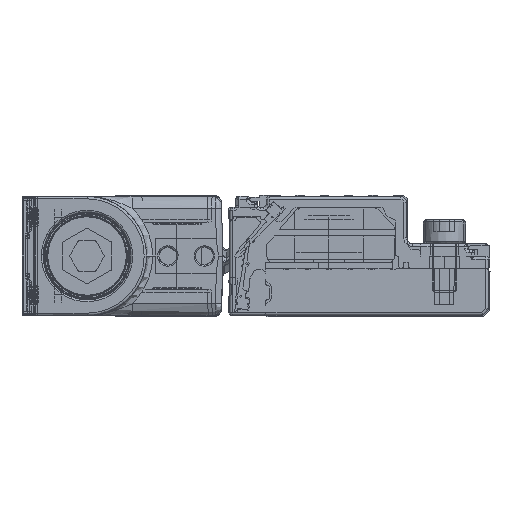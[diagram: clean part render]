
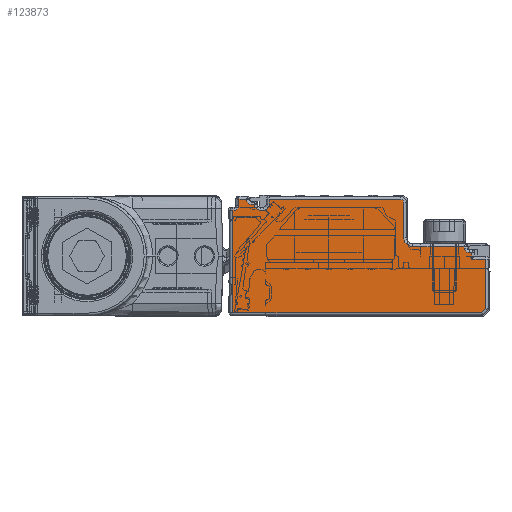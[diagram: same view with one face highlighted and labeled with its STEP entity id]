
A CAD part, left-side view. The second image highlights one B-rep face of the part: STEP entity #123873.
In plain terms, the highlighted planar face has unit normal (-1, 0, 0).
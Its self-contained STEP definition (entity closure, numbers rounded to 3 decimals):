
#123591=AXIS2_PLACEMENT_3D('Circle Axis2P3D',#123589,#123590,$) ;
#123730=AXIS2_PLACEMENT_3D('Plane Axis2P3D',#123727,#123728,#123729) ;
#123753=AXIS2_PLACEMENT_3D('Circle Axis2P3D',#123751,#123752,$) ;
#123767=AXIS2_PLACEMENT_3D('Circle Axis2P3D',#123765,#123766,$) ;
#123788=AXIS2_PLACEMENT_3D('Circle Axis2P3D',#123786,#123787,$) ;
#123802=AXIS2_PLACEMENT_3D('Circle Axis2P3D',#123800,#123801,$) ;
#123816=AXIS2_PLACEMENT_3D('Circle Axis2P3D',#123814,#123815,$) ;
#123837=AXIS2_PLACEMENT_3D('Circle Axis2P3D',#123835,#123836,$) ;
#120330=CARTESIAN_POINT('Vertex',(-1978.,42.3,-7.3)) ;
#120333=CARTESIAN_POINT('Line Origine',(-1978.,42.3,2.)) ;
#120337=CARTESIAN_POINT('Vertex',(-1978.,42.3,9.5)) ;
#120661=CARTESIAN_POINT('Vertex',(-1978.,1.407,-7.3)) ;
#120664=CARTESIAN_POINT('Line Origine',(-1978.,23.168,-7.3)) ;
#120701=CARTESIAN_POINT('Vertex',(-1978.,0.7,-6.593)) ;
#120704=CARTESIAN_POINT('Line Origine',(-1978.,-1.246,-4.646)) ;
#120741=CARTESIAN_POINT('Vertex',(-1978.,0.7,1.5)) ;
#120744=CARTESIAN_POINT('Line Origine',(-1978.,0.7,2.)) ;
#123506=CARTESIAN_POINT('Vertex',(-1978.,3.,2.5)) ;
#123562=CARTESIAN_POINT('Vertex',(-1978.,3.4,2.5)) ;
#123565=CARTESIAN_POINT('Line Origine',(-1978.,21.5,2.5)) ;
#123586=CARTESIAN_POINT('Vertex',(-1978.,4.2,3.3)) ;
#123589=CARTESIAN_POINT('Axis2P3D Location',(-1978.,3.4,3.3)) ;
#123712=CARTESIAN_POINT('Vertex',(-1978.,3.,1.5)) ;
#123715=CARTESIAN_POINT('Line Origine',(-1978.,21.5,1.5)) ;
#123727=CARTESIAN_POINT('Axis2P3D Location',(-1978.,0.2,-7.8)) ;
#123732=CARTESIAN_POINT('Line Origine',(-1978.,3.,2.)) ;
#123737=CARTESIAN_POINT('Line Origine',(-1978.,4.2,3.4)) ;
#123741=CARTESIAN_POINT('Vertex',(-1978.,4.2,3.5)) ;
#123744=CARTESIAN_POINT('Line Origine',(-1978.,8.45,3.5)) ;
#123748=CARTESIAN_POINT('Vertex',(-1978.,12.7,3.5)) ;
#123751=CARTESIAN_POINT('Axis2P3D Location',(-1978.,12.7,5.)) ;
#123755=CARTESIAN_POINT('Vertex',(-1978.,14.2,5.)) ;
#123758=CARTESIAN_POINT('Line Origine',(-1978.,14.2,7.9)) ;
#123762=CARTESIAN_POINT('Vertex',(-1978.,14.2,10.8)) ;
#123765=CARTESIAN_POINT('Axis2P3D Location',(-1978.,14.7,10.8)) ;
#123769=CARTESIAN_POINT('Vertex',(-1978.,14.7,11.3)) ;
#123772=CARTESIAN_POINT('Line Origine',(-1978.,25.5,11.3)) ;
#123776=CARTESIAN_POINT('Vertex',(-1978.,36.3,11.3)) ;
#123779=CARTESIAN_POINT('Line Origine',(-1978.,36.3,10.9)) ;
#123783=CARTESIAN_POINT('Vertex',(-1978.,36.3,10.5)) ;
#123786=CARTESIAN_POINT('Axis2P3D Location',(-1978.,37.3,10.5)) ;
#123790=CARTESIAN_POINT('Vertex',(-1978.,37.3,9.5)) ;
#123793=CARTESIAN_POINT('Line Origine',(-1978.,37.55,9.5)) ;
#123797=CARTESIAN_POINT('Vertex',(-1978.,37.8,9.5)) ;
#123800=CARTESIAN_POINT('Axis2P3D Location',(-1978.,37.8,10.5)) ;
#123804=CARTESIAN_POINT('Vertex',(-1978.,38.8,10.5)) ;
#123807=CARTESIAN_POINT('Line Origine',(-1978.,39.05,10.5)) ;
#123811=CARTESIAN_POINT('Vertex',(-1978.,39.3,10.5)) ;
#123814=CARTESIAN_POINT('Axis2P3D Location',(-1978.,39.3,11.3)) ;
#123818=CARTESIAN_POINT('Vertex',(-1978.,40.1,11.3)) ;
#123821=CARTESIAN_POINT('Line Origine',(-1978.,40.7,11.3)) ;
#123825=CARTESIAN_POINT('Vertex',(-1978.,41.3,11.3)) ;
#123828=CARTESIAN_POINT('Line Origine',(-1978.,41.3,10.8)) ;
#123832=CARTESIAN_POINT('Vertex',(-1978.,41.3,10.3)) ;
#123835=CARTESIAN_POINT('Axis2P3D Location',(-1978.,42.1,10.3)) ;
#123839=CARTESIAN_POINT('Vertex',(-1978.,42.1,9.5)) ;
#123842=CARTESIAN_POINT('Line Origine',(-1978.,42.2,9.5)) ;
#120334=DIRECTION('Vector Direction',(0.,0.,1.)) ;
#120665=DIRECTION('Vector Direction',(0.,1.,0.)) ;
#120705=DIRECTION('Vector Direction',(0.,0.707,-0.707)) ;
#120745=DIRECTION('Vector Direction',(0.,0.,-1.)) ;
#123566=DIRECTION('Vector Direction',(0.,-1.,0.)) ;
#123590=DIRECTION('Axis2P3D Direction',(1.,0.,0.)) ;
#123716=DIRECTION('Vector Direction',(0.,-1.,0.)) ;
#123728=DIRECTION('Axis2P3D Direction',(-1.,0.,0.)) ;
#123729=DIRECTION('Axis2P3D XDirection',(0.,0.,1.)) ;
#123733=DIRECTION('Vector Direction',(0.,0.,1.)) ;
#123738=DIRECTION('Vector Direction',(0.,0.,-1.)) ;
#123745=DIRECTION('Vector Direction',(0.,1.,0.)) ;
#123752=DIRECTION('Axis2P3D Direction',(-1.,0.,0.)) ;
#123759=DIRECTION('Vector Direction',(0.,0.,1.)) ;
#123766=DIRECTION('Axis2P3D Direction',(-1.,0.,0.)) ;
#123773=DIRECTION('Vector Direction',(0.,1.,0.)) ;
#123780=DIRECTION('Vector Direction',(0.,0.,-1.)) ;
#123787=DIRECTION('Axis2P3D Direction',(-1.,0.,0.)) ;
#123794=DIRECTION('Vector Direction',(0.,1.,0.)) ;
#123801=DIRECTION('Axis2P3D Direction',(-1.,0.,0.)) ;
#123808=DIRECTION('Vector Direction',(0.,-1.,0.)) ;
#123815=DIRECTION('Axis2P3D Direction',(-1.,0.,0.)) ;
#123822=DIRECTION('Vector Direction',(0.,1.,0.)) ;
#123829=DIRECTION('Vector Direction',(0.,0.,-1.)) ;
#123836=DIRECTION('Axis2P3D Direction',(-1.,0.,0.)) ;
#123843=DIRECTION('Vector Direction',(0.,1.,0.)) ;
#120335=VECTOR('Line Direction',#120334,1.) ;
#120666=VECTOR('Line Direction',#120665,1.) ;
#120706=VECTOR('Line Direction',#120705,1.) ;
#120746=VECTOR('Line Direction',#120745,1.) ;
#123567=VECTOR('Line Direction',#123566,1.) ;
#123717=VECTOR('Line Direction',#123716,1.) ;
#123734=VECTOR('Line Direction',#123733,1.) ;
#123739=VECTOR('Line Direction',#123738,1.) ;
#123746=VECTOR('Line Direction',#123745,1.) ;
#123760=VECTOR('Line Direction',#123759,1.) ;
#123774=VECTOR('Line Direction',#123773,1.) ;
#123781=VECTOR('Line Direction',#123780,1.) ;
#123795=VECTOR('Line Direction',#123794,1.) ;
#123809=VECTOR('Line Direction',#123808,1.) ;
#123823=VECTOR('Line Direction',#123822,1.) ;
#123830=VECTOR('Line Direction',#123829,1.) ;
#123844=VECTOR('Line Direction',#123843,1.) ;
#123848=ORIENTED_EDGE('',*,*,#123736,.T.) ;
#123849=ORIENTED_EDGE('',*,*,#123569,.T.) ;
#123850=ORIENTED_EDGE('',*,*,#123593,.T.) ;
#123851=ORIENTED_EDGE('',*,*,#123743,.T.) ;
#123852=ORIENTED_EDGE('',*,*,#123750,.T.) ;
#123853=ORIENTED_EDGE('',*,*,#123757,.T.) ;
#123854=ORIENTED_EDGE('',*,*,#123764,.T.) ;
#123855=ORIENTED_EDGE('',*,*,#123771,.T.) ;
#123856=ORIENTED_EDGE('',*,*,#123778,.T.) ;
#123857=ORIENTED_EDGE('',*,*,#123785,.T.) ;
#123858=ORIENTED_EDGE('',*,*,#123792,.T.) ;
#123859=ORIENTED_EDGE('',*,*,#123799,.T.) ;
#123860=ORIENTED_EDGE('',*,*,#123806,.T.) ;
#123861=ORIENTED_EDGE('',*,*,#123813,.T.) ;
#123862=ORIENTED_EDGE('',*,*,#123820,.T.) ;
#123863=ORIENTED_EDGE('',*,*,#123827,.T.) ;
#123864=ORIENTED_EDGE('',*,*,#123834,.T.) ;
#123865=ORIENTED_EDGE('',*,*,#123841,.T.) ;
#123866=ORIENTED_EDGE('',*,*,#123846,.T.) ;
#123867=ORIENTED_EDGE('',*,*,#120339,.T.) ;
#123868=ORIENTED_EDGE('',*,*,#120668,.T.) ;
#123869=ORIENTED_EDGE('',*,*,#120708,.T.) ;
#123870=ORIENTED_EDGE('',*,*,#120748,.T.) ;
#123871=ORIENTED_EDGE('',*,*,#123719,.T.) ;
#123873=ADVANCED_FACE('Brep With Voids',(#123872),#123731,.T.) ;
#123592=CIRCLE('generated circle',#123591,0.8) ;
#123754=CIRCLE('generated circle',#123753,1.5) ;
#123768=CIRCLE('generated circle',#123767,0.5) ;
#123789=CIRCLE('generated circle',#123788,1.) ;
#123803=CIRCLE('generated circle',#123802,1.) ;
#123817=CIRCLE('generated circle',#123816,0.8) ;
#123838=CIRCLE('generated circle',#123837,0.8) ;
#120339=EDGE_CURVE('',#120338,#120331,#120336,.F.) ;
#120668=EDGE_CURVE('',#120331,#120662,#120667,.F.) ;
#120708=EDGE_CURVE('',#120662,#120702,#120707,.F.) ;
#120748=EDGE_CURVE('',#120702,#120742,#120747,.F.) ;
#123569=EDGE_CURVE('',#123507,#123563,#123568,.F.) ;
#123593=EDGE_CURVE('',#123563,#123587,#123592,.T.) ;
#123719=EDGE_CURVE('',#120742,#123713,#123718,.F.) ;
#123736=EDGE_CURVE('',#123713,#123507,#123735,.T.) ;
#123743=EDGE_CURVE('',#123587,#123742,#123740,.F.) ;
#123750=EDGE_CURVE('',#123742,#123749,#123747,.T.) ;
#123757=EDGE_CURVE('',#123749,#123756,#123754,.F.) ;
#123764=EDGE_CURVE('',#123756,#123763,#123761,.T.) ;
#123771=EDGE_CURVE('',#123763,#123770,#123768,.T.) ;
#123778=EDGE_CURVE('',#123770,#123777,#123775,.T.) ;
#123785=EDGE_CURVE('',#123777,#123784,#123782,.T.) ;
#123792=EDGE_CURVE('',#123784,#123791,#123789,.F.) ;
#123799=EDGE_CURVE('',#123791,#123798,#123796,.T.) ;
#123806=EDGE_CURVE('',#123798,#123805,#123803,.F.) ;
#123813=EDGE_CURVE('',#123805,#123812,#123810,.F.) ;
#123820=EDGE_CURVE('',#123812,#123819,#123817,.F.) ;
#123827=EDGE_CURVE('',#123819,#123826,#123824,.T.) ;
#123834=EDGE_CURVE('',#123826,#123833,#123831,.T.) ;
#123841=EDGE_CURVE('',#123833,#123840,#123838,.F.) ;
#123846=EDGE_CURVE('',#123840,#120338,#123845,.T.) ;
#123847=EDGE_LOOP('',(#123848,#123849,#123850,#123851,#123852,#123853,#123854,#123855,#123856,#123857,#123858,#123859,#123860,#123861,#123862,#123863,#123864,#123865,#123866,#123867,#123868,#123869,#123870,#123871)) ;
#123872=FACE_OUTER_BOUND('',#123847,.T.) ;
#120336=LINE('Line',#120333,#120335) ;
#120667=LINE('Line',#120664,#120666) ;
#120707=LINE('Line',#120704,#120706) ;
#120747=LINE('Line',#120744,#120746) ;
#123568=LINE('Line',#123565,#123567) ;
#123718=LINE('Line',#123715,#123717) ;
#123735=LINE('Line',#123732,#123734) ;
#123740=LINE('Line',#123737,#123739) ;
#123747=LINE('Line',#123744,#123746) ;
#123761=LINE('Line',#123758,#123760) ;
#123775=LINE('Line',#123772,#123774) ;
#123782=LINE('Line',#123779,#123781) ;
#123796=LINE('Line',#123793,#123795) ;
#123810=LINE('Line',#123807,#123809) ;
#123824=LINE('Line',#123821,#123823) ;
#123831=LINE('Line',#123828,#123830) ;
#123845=LINE('Line',#123842,#123844) ;
#123731=PLANE('',#123730) ;
#120331=VERTEX_POINT('',#120330) ;
#120338=VERTEX_POINT('',#120337) ;
#120662=VERTEX_POINT('',#120661) ;
#120702=VERTEX_POINT('',#120701) ;
#120742=VERTEX_POINT('',#120741) ;
#123507=VERTEX_POINT('',#123506) ;
#123563=VERTEX_POINT('',#123562) ;
#123587=VERTEX_POINT('',#123586) ;
#123713=VERTEX_POINT('',#123712) ;
#123742=VERTEX_POINT('',#123741) ;
#123749=VERTEX_POINT('',#123748) ;
#123756=VERTEX_POINT('',#123755) ;
#123763=VERTEX_POINT('',#123762) ;
#123770=VERTEX_POINT('',#123769) ;
#123777=VERTEX_POINT('',#123776) ;
#123784=VERTEX_POINT('',#123783) ;
#123791=VERTEX_POINT('',#123790) ;
#123798=VERTEX_POINT('',#123797) ;
#123805=VERTEX_POINT('',#123804) ;
#123812=VERTEX_POINT('',#123811) ;
#123819=VERTEX_POINT('',#123818) ;
#123826=VERTEX_POINT('',#123825) ;
#123833=VERTEX_POINT('',#123832) ;
#123840=VERTEX_POINT('',#123839) ;
